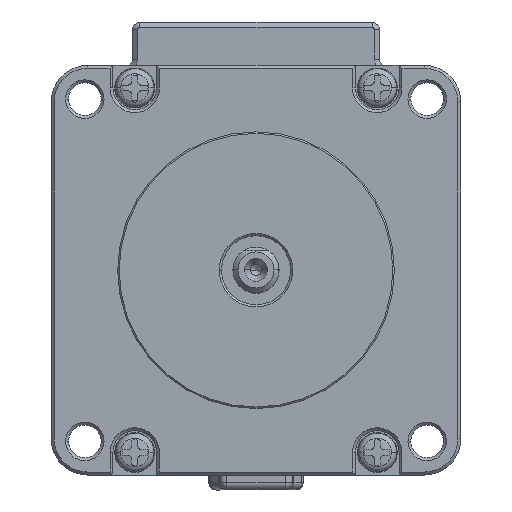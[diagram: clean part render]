
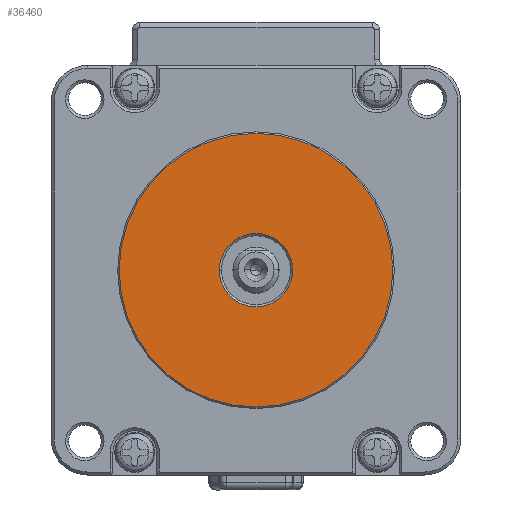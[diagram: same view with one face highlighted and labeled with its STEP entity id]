
A CAD part, top view. The second image highlights one B-rep face of the part: STEP entity #36460.
In plain terms, the highlighted planar face has unit normal (0, 0, -1).
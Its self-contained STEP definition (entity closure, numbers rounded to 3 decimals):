
#34390=CARTESIAN_POINT('',(5.05,0.,1.6));
#34400=VERTEX_POINT('',#34390);
#34430=CARTESIAN_POINT('',(0.,0.,1.6)
);
#34440=DIRECTION('',(-0.,-0.,-1.));
#34450=DIRECTION('',(1.,0.,0.));
#34460=AXIS2_PLACEMENT_3D('',#34430,#34440,#34450);
#34470=CIRCLE('',#34460,5.05);
#34480=CARTESIAN_POINT('',(-5.05,0.,
1.6));
#34490=VERTEX_POINT('',#34480);
#34500=EDGE_CURVE('',#34490,#34400,#34470,.T.);
#36210=CARTESIAN_POINT('',(-19.076,-19.076,1.6));
#36220=DIRECTION('',(0.,0.,1.));
#36230=DIRECTION('',(1.,0.,-0.));
#36240=AXIS2_PLACEMENT_3D('',#36210,#36220,#36230);
#36250=PLANE('',#36240);
#36260=CARTESIAN_POINT('',(0.,0.,
1.6));
#36270=DIRECTION('',(-0.,-0.,1.));
#36280=DIRECTION('',(-1.,0.,-0.));
#36290=AXIS2_PLACEMENT_3D('',#36260,#36270,#36280);
#36300=CIRCLE('',#36290,18.85);
#36310=CARTESIAN_POINT('',(18.85,0.,1.6));
#36320=VERTEX_POINT('',#36310);
#36330=CARTESIAN_POINT('',(-18.85,0.,1.6));
#36340=VERTEX_POINT('',#36330);
#36350=EDGE_CURVE('',#36320,#36340,#36300,.T.);
#36360=ORIENTED_EDGE('',*,*,#36350,.F.);
#36370=EDGE_CURVE('',#36340,#36320,#36300,.T.);
#36380=ORIENTED_EDGE('',*,*,#36370,.F.);
#36390=EDGE_LOOP('',(#36380,#36360));
#36400=FACE_OUTER_BOUND('',#36390,.T.);
#36410=ORIENTED_EDGE('',*,*,#34500,.F.);
#36420=EDGE_CURVE('',#34400,#34490,#34470,.T.);
#36430=ORIENTED_EDGE('',*,*,#36420,.F.);
#36440=EDGE_LOOP('',(#36430,#36410));
#36450=FACE_BOUND('',#36440,.T.);
#36460=ADVANCED_FACE('',(#36400,#36450),#36250,.F.);
